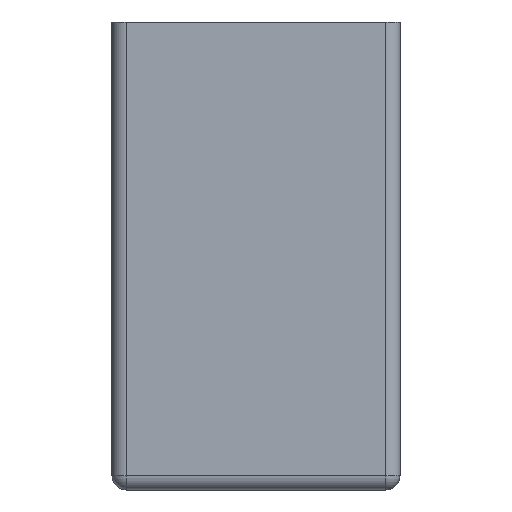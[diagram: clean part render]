
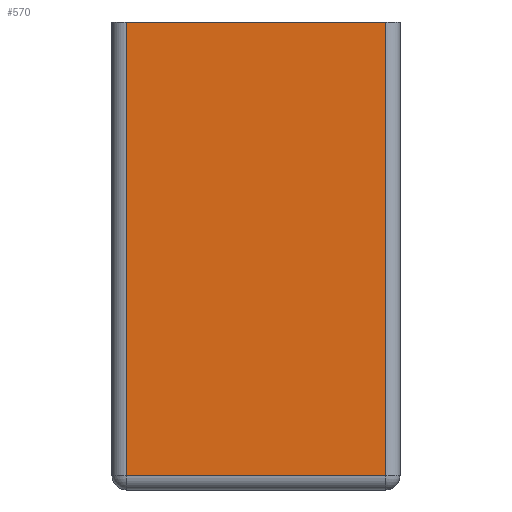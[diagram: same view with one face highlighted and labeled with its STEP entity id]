
A CAD part, front view. The second image highlights one B-rep face of the part: STEP entity #570.
In plain terms, the highlighted planar face has unit normal (0, -1, 0).
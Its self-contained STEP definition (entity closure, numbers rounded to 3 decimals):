
#36=PLANE('',#649);
#71=FACE_OUTER_BOUND('',#110,.T.);
#110=EDGE_LOOP('',(#495,#496,#497,#498));
#121=LINE('',#847,#171);
#127=LINE('',#876,#177);
#163=LINE('',#977,#213);
#164=LINE('',#978,#214);
#171=VECTOR('',#673,10.);
#177=VECTOR('',#711,10.);
#213=VECTOR('',#813,10.);
#214=VECTOR('',#814,10.);
#250=VERTEX_POINT('',#841);
#252=VERTEX_POINT('',#845);
#259=VERTEX_POINT('',#874);
#291=VERTEX_POINT('',#976);
#301=EDGE_CURVE('',#252,#250,#121,.T.);
#316=EDGE_CURVE('',#252,#259,#127,.T.);
#365=EDGE_CURVE('',#259,#291,#163,.T.);
#366=EDGE_CURVE('',#250,#291,#164,.T.);
#495=ORIENTED_EDGE('',*,*,#301,.F.);
#496=ORIENTED_EDGE('',*,*,#316,.T.);
#497=ORIENTED_EDGE('',*,*,#365,.T.);
#498=ORIENTED_EDGE('',*,*,#366,.F.);
#570=ADVANCED_FACE('',(#71),#36,.T.);
#649=AXIS2_PLACEMENT_3D('',#975,#811,#812);
#673=DIRECTION('',(-1.,0.,0.));
#711=DIRECTION('',(0.,0.,1.));
#811=DIRECTION('center_axis',(0.,-1.,0.));
#812=DIRECTION('ref_axis',(0.,0.,-1.));
#813=DIRECTION('',(-1.,0.,0.));
#814=DIRECTION('',(0.,0.,1.));
#841=CARTESIAN_POINT('',(2.,0.,2.));
#845=CARTESIAN_POINT('',(38.,0.,2.));
#847=CARTESIAN_POINT('',(29.,0.,2.));
#874=CARTESIAN_POINT('',(38.,0.,65.));
#876=CARTESIAN_POINT('',(38.,0.,0.));
#975=CARTESIAN_POINT('Origin',(38.,0.,0.));
#976=CARTESIAN_POINT('',(2.,0.,65.));
#977=CARTESIAN_POINT('',(2.,0.,65.));
#978=CARTESIAN_POINT('',(2.,0.,0.));
